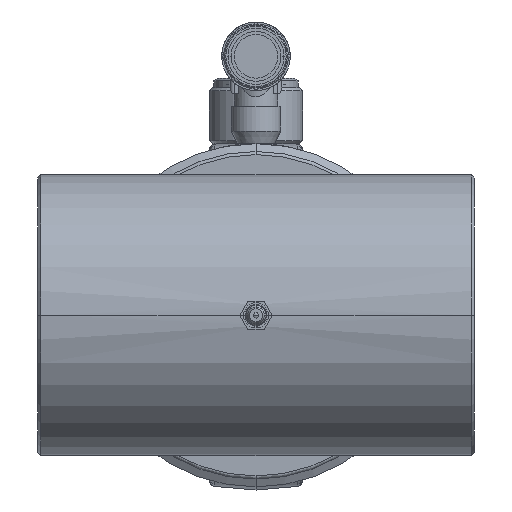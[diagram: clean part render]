
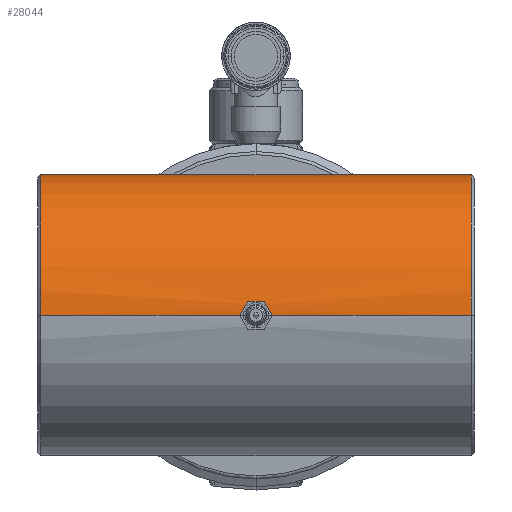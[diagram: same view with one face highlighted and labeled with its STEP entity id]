
A CAD part, left-side view. The second image highlights one B-rep face of the part: STEP entity #28044.
In plain terms, the highlighted cylindrical face has radius 45 mm (diameter 90 mm), a partial arc.
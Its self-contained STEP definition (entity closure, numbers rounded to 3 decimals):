
#260 = EDGE_CURVE ( 'NONE', #1613, #25514, #13122, .T. ) ;
#739 = AXIS2_PLACEMENT_3D ( 'NONE', #6154, #9085, #4109 ) ;
#825 = DIRECTION ( 'NONE',  ( 0., -1., 0. ) ) ;
#1182 = CARTESIAN_POINT ( 'NONE',  ( -89.967, 3.002, 1.733 ) ) ;
#1517 = FACE_OUTER_BOUND ( 'NONE', #12215, .T. ) ;
#1613 = VERTEX_POINT ( 'NONE', #19392 ) ;
#2290 = CARTESIAN_POINT ( 'NONE',  ( -89.998, 3.437, 0.45 ) ) ;
#2684 = ORIENTED_EDGE ( 'NONE', *, *, #260, .T. ) ;
#2751 = VECTOR ( 'NONE', #20757, 1000. ) ;
#3569 = CARTESIAN_POINT ( 'NONE',  ( -89.875, -0.895, 3.348 ) ) ;
#4109 = DIRECTION ( 'NONE',  ( 1., 0., 0. ) ) ;
#4213 = LINE ( 'NONE', #19903, #21536 ) ;
#4254 = CARTESIAN_POINT ( 'NONE',  ( -89.942, 2.606, 2.285 ) ) ;
#4421 = CARTESIAN_POINT ( 'NONE',  ( -89.987, 3.282, 1.115 ) ) ;
#6128 = CARTESIAN_POINT ( 'NONE',  ( -90., -3.459, 0. ) ) ;
#6154 = CARTESIAN_POINT ( 'NONE',  ( -45., -69., 0. ) ) ;
#6451 = CARTESIAN_POINT ( 'NONE',  ( -89.88, 1.115, 3.282 ) ) ;
#6613 = CARTESIAN_POINT ( 'NONE',  ( -89.875, 0.896, 3.348 ) ) ;
#6675 = ORIENTED_EDGE ( 'NONE', *, *, #27062, .F. ) ;
#6724 = EDGE_CURVE ( 'NONE', #22181, #30927, #7965, .T. ) ;
#7639 = AXIS2_PLACEMENT_3D ( 'NONE', #29012, #825, #21464 ) ;
#7671 = EDGE_CURVE ( 'NONE', #13365, #23554, #17260, .T. ) ;
#7965 = LINE ( 'NONE', #21088, #2751 ) ;
#8348 = CARTESIAN_POINT ( 'NONE',  ( -89.951, -2.747, 2.113 ) ) ;
#8419 = EDGE_CURVE ( 'NONE', #23554, #22181, #15725, .T. ) ;
#8529 = CARTESIAN_POINT ( 'NONE',  ( -89.88, -1.114, 3.282 ) ) ;
#9085 = DIRECTION ( 'NONE',  ( 0., -1., 0. ) ) ;
#9389 = CARTESIAN_POINT ( 'NONE',  ( -89.893, 1.534, 3.108 ) ) ;
#9554 = CARTESIAN_POINT ( 'NONE',  ( -89.974, 3.109, 1.532 ) ) ;
#10161 = ORIENTED_EDGE ( 'NONE', *, *, #6724, .T. ) ;
#10553 = EDGE_CURVE ( 'NONE', #12835, #30927, #32378, .T. ) ;
#10953 = CARTESIAN_POINT ( 'NONE',  ( 0., -69., 0. ) ) ;
#11430 = CARTESIAN_POINT ( 'NONE',  ( -90., -75., 0. ) ) ;
#11825 = CARTESIAN_POINT ( 'NONE',  ( -89.869, 0.453, 3.436 ) ) ;
#11988 = CARTESIAN_POINT ( 'NONE',  ( -90., 3.459, 0. ) ) ;
#12215 = EDGE_LOOP ( 'NONE', ( #2684, #15524, #21331, #14916, #10161, #17236, #6675 ) ) ;
#12637 = CYLINDRICAL_SURFACE ( 'NONE', #23804, 45. ) ;
#12835 = VERTEX_POINT ( 'NONE', #10953 ) ;
#13122 = CIRCLE ( 'NONE', #7639, 45. ) ;
#13365 = VERTEX_POINT ( 'NONE', #21028 ) ;
#13682 = CARTESIAN_POINT ( 'NONE',  ( -89.974, -3.108, 1.534 ) ) ;
#13850 = CARTESIAN_POINT ( 'NONE',  ( -89.9, -1.732, 3.002 ) ) ;
#14030 = CARTESIAN_POINT ( 'NONE',  ( -89.998, -3.436, 0.454 ) ) ;
#14916 = ORIENTED_EDGE ( 'NONE', *, *, #8419, .T. ) ;
#15524 = ORIENTED_EDGE ( 'NONE', *, *, #29188, .T. ) ;
#15725 = B_SPLINE_CURVE_WITH_KNOTS ( 'NONE', 3,
 ( #23877, #21824, #29699, #3569, #8529, #18571, #13850, #16061, #29361, #21658, #8348, #16564, #13682, #26617, #26453, #14030, #26783, #6128 ),
 .UNSPECIFIED., .F., .F.,
 ( 4, 2, 2, 2, 2, 2, 2, 2, 4 ),
 ( 0.016, 0.017, 0.018, 0.018, 0.019, 0.02, 0.02, 0.021, 0.022 ),
 .UNSPECIFIED. ) ;
#16061 = CARTESIAN_POINT ( 'NONE',  ( -89.916, -2.107, 2.752 ) ) ;
#16564 = CARTESIAN_POINT ( 'NONE',  ( -89.967, -3., 1.736 ) ) ;
#16860 = LINE ( 'NONE', #11430, #31991 ) ;
#17236 = ORIENTED_EDGE ( 'NONE', *, *, #10553, .F. ) ;
#17260 = B_SPLINE_CURVE_WITH_KNOTS ( 'NONE', 3,
 ( #11988, #32931, #2290, #30036, #4421, #9554, #1182, #22325, #4254, #29869, #24903, #20569, #9389, #6451, #6613, #11825, #22160, #21983 ),
 .UNSPECIFIED., .F., .F.,
 ( 4, 2, 2, 2, 2, 2, 2, 2, 4 ),
 ( 0.011, 0.011, 0.012, 0.013, 0.014, 0.014, 0.015, 0.016, 0.016 ),
 .UNSPECIFIED. ) ;
#17454 = CARTESIAN_POINT ( 'NONE',  ( -89.867, 0., 3.459 ) ) ;
#17689 = DIRECTION ( 'NONE',  ( 0., -1., 0. ) ) ;
#18571 = CARTESIAN_POINT ( 'NONE',  ( -89.893, -1.533, 3.108 ) ) ;
#19392 = CARTESIAN_POINT ( 'NONE',  ( 0., 69., 0. ) ) ;
#19442 = CARTESIAN_POINT ( 'NONE',  ( -90., -69., 0. ) ) ;
#19903 = CARTESIAN_POINT ( 'NONE',  ( 0., -75., 0. ) ) ;
#20569 = CARTESIAN_POINT ( 'NONE',  ( -89.9, 1.733, 3.002 ) ) ;
#20757 = DIRECTION ( 'NONE',  ( 0., -1., 0. ) ) ;
#21028 = CARTESIAN_POINT ( 'NONE',  ( -90., 3.459, 0. ) ) ;
#21088 = CARTESIAN_POINT ( 'NONE',  ( -90., -75., 0. ) ) ;
#21331 = ORIENTED_EDGE ( 'NONE', *, *, #7671, .T. ) ;
#21464 = DIRECTION ( 'NONE',  ( 1., 0., 0. ) ) ;
#21536 = VECTOR ( 'NONE', #25038, 1000. ) ;
#21620 = DIRECTION ( 'NONE',  ( 0., -1., 0. ) ) ;
#21658 = CARTESIAN_POINT ( 'NONE',  ( -89.942, -2.604, 2.287 ) ) ;
#21824 = CARTESIAN_POINT ( 'NONE',  ( -89.867, -0.228, 3.459 ) ) ;
#21983 = CARTESIAN_POINT ( 'NONE',  ( -89.867, 0., 3.459 ) ) ;
#22160 = CARTESIAN_POINT ( 'NONE',  ( -89.867, 0.228, 3.459 ) ) ;
#22181 = VERTEX_POINT ( 'NONE', #25414 ) ;
#22325 = CARTESIAN_POINT ( 'NONE',  ( -89.951, 2.749, 2.111 ) ) ;
#23554 = VERTEX_POINT ( 'NONE', #17454 ) ;
#23804 = AXIS2_PLACEMENT_3D ( 'NONE', #27634, #17689, #24899 ) ;
#23877 = CARTESIAN_POINT ( 'NONE',  ( -89.867, 0., 3.459 ) ) ;
#24034 = CARTESIAN_POINT ( 'NONE',  ( -90., 69., 0. ) ) ;
#24899 = DIRECTION ( 'NONE',  ( 1., 0., 0. ) ) ;
#24903 = CARTESIAN_POINT ( 'NONE',  ( -89.916, 2.109, 2.75 ) ) ;
#25038 = DIRECTION ( 'NONE',  ( 0., -1., 0. ) ) ;
#25414 = CARTESIAN_POINT ( 'NONE',  ( -90., -3.459, 0. ) ) ;
#25514 = VERTEX_POINT ( 'NONE', #24034 ) ;
#26453 = CARTESIAN_POINT ( 'NONE',  ( -89.992, -3.347, 0.901 ) ) ;
#26617 = CARTESIAN_POINT ( 'NONE',  ( -89.987, -3.28, 1.119 ) ) ;
#26783 = CARTESIAN_POINT ( 'NONE',  ( -90., -3.459, 0.228 ) ) ;
#27062 = EDGE_CURVE ( 'NONE', #1613, #12835, #4213, .T. ) ;
#27634 = CARTESIAN_POINT ( 'NONE',  ( -45., -75., 0. ) ) ;
#28044 = ADVANCED_FACE ( 'NONE', ( #1517 ), #12637, .T. ) ;
#29012 = CARTESIAN_POINT ( 'NONE',  ( -45., 69., 0. ) ) ;
#29188 = EDGE_CURVE ( 'NONE', #25514, #13365, #16860, .T. ) ;
#29361 = CARTESIAN_POINT ( 'NONE',  ( -89.925, -2.285, 2.606 ) ) ;
#29699 = CARTESIAN_POINT ( 'NONE',  ( -89.869, -0.453, 3.436 ) ) ;
#29869 = CARTESIAN_POINT ( 'NONE',  ( -89.925, 2.287, 2.604 ) ) ;
#30036 = CARTESIAN_POINT ( 'NONE',  ( -89.992, 3.348, 0.897 ) ) ;
#30927 = VERTEX_POINT ( 'NONE', #19442 ) ;
#31991 = VECTOR ( 'NONE', #21620, 1000. ) ;
#32378 = CIRCLE ( 'NONE', #739, 45. ) ;
#32931 = CARTESIAN_POINT ( 'NONE',  ( -90., 3.459, 0.226 ) ) ;
